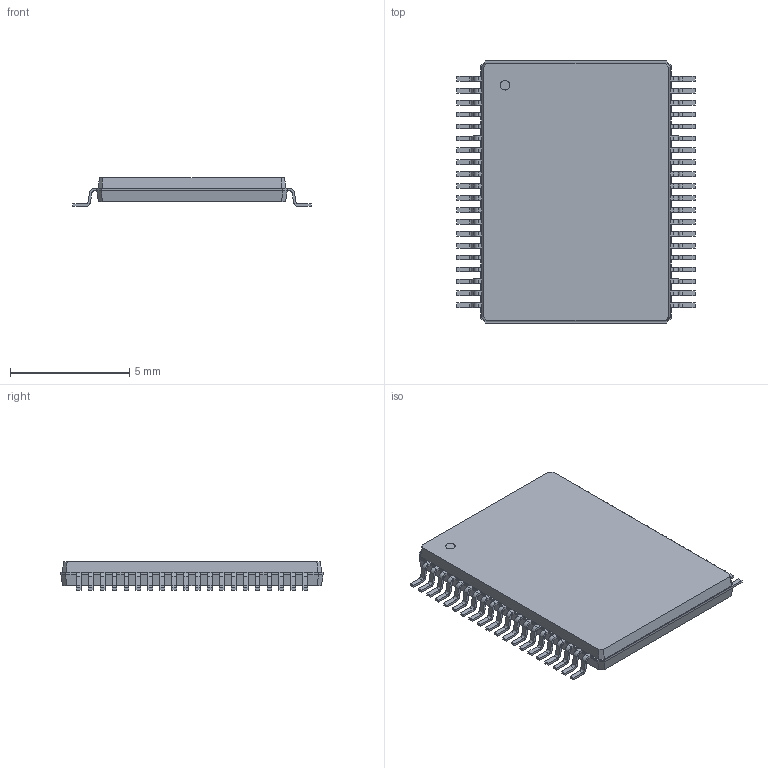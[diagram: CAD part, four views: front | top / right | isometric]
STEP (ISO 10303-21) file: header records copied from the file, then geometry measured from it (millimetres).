
FILE_DESCRIPTION(/* description */ ('model of TSSOP-40_8x11mm_P0.5mm'),/* implementation_level */ '2;1');
FILE_NAME(/* name */ 'TSSOP-40_8x11mm_P0.5mm.step',/* time_stamp */ '1970-01-01T00:00:00',/* author */ ('KiCAD','kicad'),/* organization */ ('OCCT'),/* preprocessor_version */ '',/* originating_system */ 'KiCAD',/* authorisation */ '');
FILE_SCHEMA(('AUTOMOTIVE_DESIGN { 1 0 10303 214 1 1 1 1 }'));
Length unit declared in the file: millimetre
Products named in the file (1): TSSOP-40_8x11mm_P0.5mm
Bounding box: 10 x 11 x 1.2 mm (x, y, z)
Volume: 87.1 mm3; surface area: 243.3 mm2
Topology: 1 solids, 1 shells, 627 faces, 1705 edges, 1081 vertices
Faces by surface type: plane 451, cylinder 160, bspline 16
Entity records: 12561 total; most frequent: ORIENTED_EDGE 2921, EDGE_CURVE 1705, CARTESIAN_POINT 1484, VERTEX_POINT 1081, LINE 1080, AXIS2_PLACEMENT_3D 794, FACE_BOUND 628, ADVANCED_FACE 627
